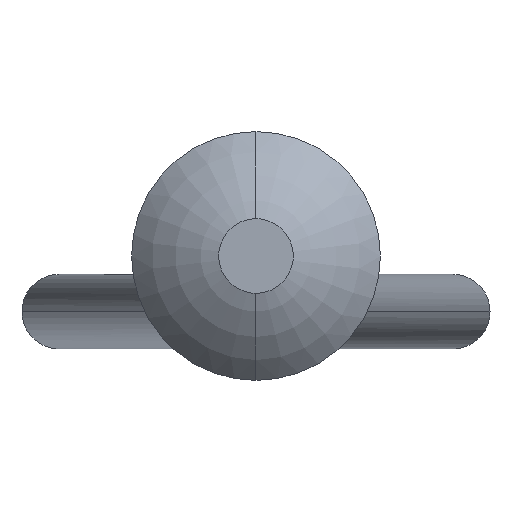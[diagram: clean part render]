
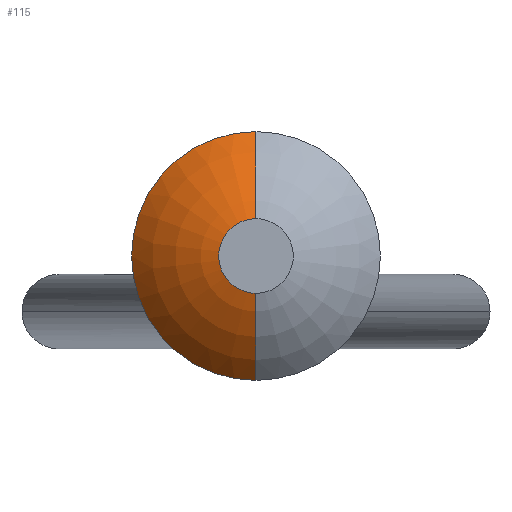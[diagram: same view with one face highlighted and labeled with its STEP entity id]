
A CAD part, left-side view. The second image highlights one B-rep face of the part: STEP entity #115.
In plain terms, the highlighted toroidal (fillet/blend) face has major radius 0.341 mm and minor radius 2.415 mm.
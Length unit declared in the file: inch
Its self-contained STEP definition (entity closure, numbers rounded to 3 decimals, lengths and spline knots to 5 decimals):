
#12 = CARTESIAN_POINT ( 'NONE',  ( 0.06153, 0., 0. ) ) ;
#41 = CIRCLE ( 'NONE', #465, 0.09507 ) ;
#47 = DIRECTION ( 'NONE',  ( -1., 0., 0. ) ) ;
#85 = EDGE_CURVE ( 'NONE', #526, #363, #41, .T. ) ;
#115 = ADVANCED_FACE ( 'NONE', ( #273 ), #358, .T. ) ;
#138 = CIRCLE ( 'NONE', #295, 0.05906 ) ;
#166 = DIRECTION ( 'NONE',  ( 0., 0., -1. ) ) ;
#198 = ORIENTED_EDGE ( 'NONE', *, *, #325, .F. ) ;
#219 = DIRECTION ( 'NONE',  ( -1., 0., 0. ) ) ;
#228 = ORIENTED_EDGE ( 'NONE', *, *, #683, .T. ) ;
#250 = DIRECTION ( 'NONE',  ( 0., 0., 1. ) ) ;
#257 = CARTESIAN_POINT ( 'NONE',  ( 0.06153, 0., -0.01342 ) ) ;
#273 = FACE_OUTER_BOUND ( 'NONE', #405, .T. ) ;
#295 = AXIS2_PLACEMENT_3D ( 'NONE', #362, #47, #250 ) ;
#325 = EDGE_CURVE ( 'NONE', #708, #363, #367, .T. ) ;
#327 = DIRECTION ( 'NONE',  ( 0., 0., 1. ) ) ;
#356 = DIRECTION ( 'NONE',  ( 0., -1., 0. ) ) ;
#358 = TOROIDAL_SURFACE ( 'NONE', #432, -0.01342, 0.09507 ) ;
#362 = CARTESIAN_POINT ( 'NONE',  ( 0., 0., 0. ) ) ;
#363 = VERTEX_POINT ( 'NONE', #480 ) ;
#367 = CIRCLE ( 'NONE', #441, 0.09507 ) ;
#384 = CARTESIAN_POINT ( 'NONE',  ( 0., 0., -0.05906 ) ) ;
#405 = EDGE_LOOP ( 'NONE', ( #228, #655, #198 ) ) ;
#432 = AXIS2_PLACEMENT_3D ( 'NONE', #12, #219, #166 ) ;
#435 = CARTESIAN_POINT ( 'NONE',  ( 0., 0., 0.05906 ) ) ;
#441 = AXIS2_PLACEMENT_3D ( 'NONE', #257, #356, #534 ) ;
#442 = DIRECTION ( 'NONE',  ( 0., 1., 0. ) ) ;
#465 = AXIS2_PLACEMENT_3D ( 'NONE', #615, #442, #327 ) ;
#480 = CARTESIAN_POINT ( 'NONE',  ( -0.03259, 0., 0. ) ) ;
#526 = VERTEX_POINT ( 'NONE', #384 ) ;
#534 = DIRECTION ( 'NONE',  ( 0., 0., -1. ) ) ;
#615 = CARTESIAN_POINT ( 'NONE',  ( 0.06153, 0., 0.01342 ) ) ;
#655 = ORIENTED_EDGE ( 'NONE', *, *, #85, .T. ) ;
#683 = EDGE_CURVE ( 'NONE', #708, #526, #138, .T. ) ;
#708 = VERTEX_POINT ( 'NONE', #435 ) ;
